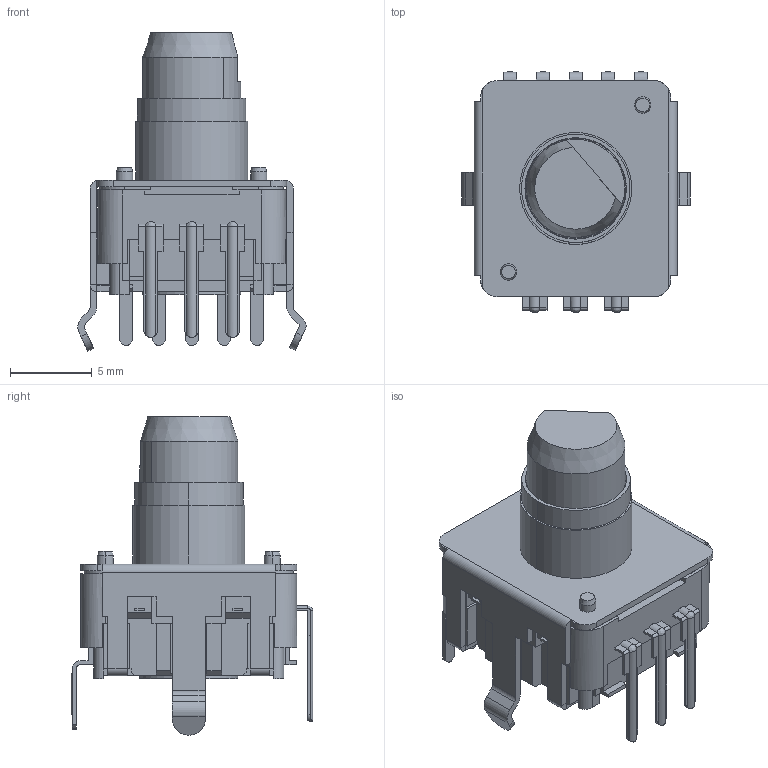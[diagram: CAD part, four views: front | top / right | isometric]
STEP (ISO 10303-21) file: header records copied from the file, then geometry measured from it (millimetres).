
FILE_DESCRIPTION((''),'2;1');
FILE_NAME('PEL12T-4216F-S1024','2016-10-10T',('RICKB'),('Bourns, Inc.'),'CREO PARAMETRIC BY PTC INC, 2016130','CREO PARAMETRIC BY PTC INC, 2016130','');
FILE_SCHEMA(('CONFIG_CONTROL_DESIGN'));
Length unit declared in the file: millimetre
Products named in the file (1): PEL12T-4216F-S1024
Bounding box: 13.93 x 14.76 x 19.45 mm (x, y, z)
Volume: 1179.2 mm3; surface area: 1647.6 mm2
Topology: 1 solids, 4 shells, 589 faces, 1580 edges, 1013 vertices
Faces by surface type: plane 459, cylinder 117, cone 7, bspline 6
Entity records: 18238 total; most frequent: CARTESIAN_POINT 3348, ORIENTED_EDGE 3148, DIRECTION 2980, EDGE_CURVE 1574, VECTOR 1298, LINE 1298, VERTEX_POINT 1013, AXIS2_PLACEMENT_3D 841
